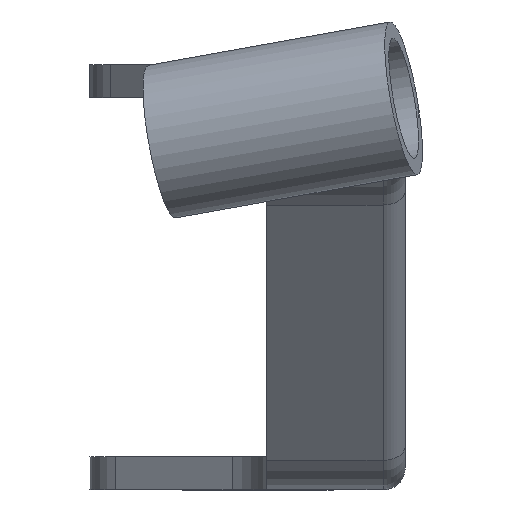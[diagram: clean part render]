
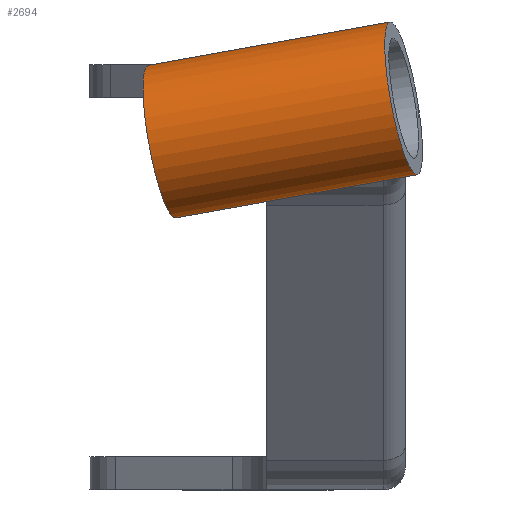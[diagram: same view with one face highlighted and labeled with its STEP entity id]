
A CAD part, left-side view. The second image highlights one B-rep face of the part: STEP entity #2694.
In plain terms, the highlighted cylindrical face has radius 14 mm (diameter 28 mm), a partial arc.
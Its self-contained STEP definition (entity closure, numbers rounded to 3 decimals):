
#150 = CARTESIAN_POINT ( 'NONE',  ( -191.848, -47.185, 18.526 ) ) ;
#199 = VERTEX_POINT ( 'NONE', #1265 ) ;
#516 = CARTESIAN_POINT ( 'NONE',  ( -184.152, -1.075, 24.493 ) ) ;
#533 = DIRECTION ( 'NONE',  ( 0., -0.176, -0.984 ) ) ;
#643 = CARTESIAN_POINT ( 'NONE',  ( -191.848, -42.25, 46.088 ) ) ;
#658 = AXIS2_PLACEMENT_3D ( 'NONE', #516, #5547, #1864 ) ;
#829 = ORIENTED_EDGE ( 'NONE', *, *, #5304, .T. ) ;
#1265 = CARTESIAN_POINT ( 'NONE',  ( -191.848, -47.185, 18.526 ) ) ;
#1545 = ORIENTED_EDGE ( 'NONE', *, *, #3659, .T. ) ;
#1864 = DIRECTION ( 'NONE',  ( 0., -0.176, -0.984 ) ) ;
#2059 = CIRCLE ( 'NONE', #658, 14. ) ;
#2118 = ORIENTED_EDGE ( 'NONE', *, *, #3960, .F. ) ;
#2131 = VECTOR ( 'NONE', #2672, 1000. ) ;
#2353 = DIRECTION ( 'NONE',  ( 0.171, 0.97, -0.174 ) ) ;
#2357 = CIRCLE ( 'NONE', #4247, 14. ) ;
#2372 = DIRECTION ( 'NONE',  ( 0.171, 0.97, -0.174 ) ) ;
#2562 = VERTEX_POINT ( 'NONE', #643 ) ;
#2631 = CYLINDRICAL_SURFACE ( 'NONE', #4675, 14. ) ;
#2672 = DIRECTION ( 'NONE',  ( 0.171, 0.97, -0.174 ) ) ;
#2694 = ADVANCED_FACE ( 'NONE', ( #4559 ), #2631, .T. ) ;
#2769 = VECTOR ( 'NONE', #2372, 1000. ) ;
#2923 = LINE ( 'NONE', #4910, #2769 ) ;
#3258 = CARTESIAN_POINT ( 'NONE',  ( -184.152, 1.393, 38.274 ) ) ;
#3544 = VERTEX_POINT ( 'NONE', #6130 ) ;
#3555 = EDGE_LOOP ( 'NONE', ( #2118, #5701, #829, #1545 ) ) ;
#3591 = DIRECTION ( 'NONE',  ( -0.171, -0.97, 0.174 ) ) ;
#3659 = EDGE_CURVE ( 'NONE', #5715, #3544, #2059, .T. ) ;
#3960 = EDGE_CURVE ( 'NONE', #199, #3544, #4222, .T. ) ;
#4222 = LINE ( 'NONE', #150, #2131 ) ;
#4247 = AXIS2_PLACEMENT_3D ( 'NONE', #5211, #3591, #533 ) ;
#4370 = EDGE_CURVE ( 'NONE', #2562, #199, #2357, .T. ) ;
#4429 = DIRECTION ( 'NONE',  ( 0., 0.176, 0.984 ) ) ;
#4559 = FACE_OUTER_BOUND ( 'NONE', #3555, .T. ) ;
#4675 = AXIS2_PLACEMENT_3D ( 'NONE', #6469, #2353, #4429 ) ;
#4910 = CARTESIAN_POINT ( 'NONE',  ( -191.848, -42.25, 46.088 ) ) ;
#5211 = CARTESIAN_POINT ( 'NONE',  ( -191.848, -44.718, 32.307 ) ) ;
#5304 = EDGE_CURVE ( 'NONE', #2562, #5715, #2923, .T. ) ;
#5547 = DIRECTION ( 'NONE',  ( -0.171, -0.97, 0.174 ) ) ;
#5701 = ORIENTED_EDGE ( 'NONE', *, *, #4370, .F. ) ;
#5715 = VERTEX_POINT ( 'NONE', #3258 ) ;
#6130 = CARTESIAN_POINT ( 'NONE',  ( -184.152, -3.542, 10.712 ) ) ;
#6469 = CARTESIAN_POINT ( 'NONE',  ( -191.848, -44.718, 32.307 ) ) ;
